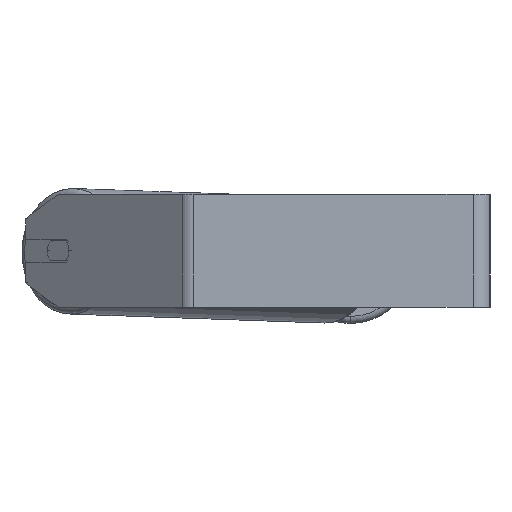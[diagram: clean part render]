
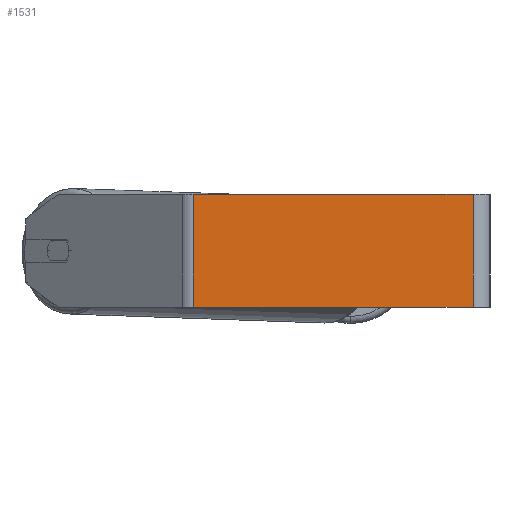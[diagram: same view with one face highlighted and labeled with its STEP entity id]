
A CAD part, left-side view. The second image highlights one B-rep face of the part: STEP entity #1531.
In plain terms, the highlighted planar face has unit normal (-1, 0, 0).
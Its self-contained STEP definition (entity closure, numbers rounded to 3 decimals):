
#275 = FACE_OUTER_BOUND ( 'NONE', #808, .T. ) ;
#808 = EDGE_LOOP ( 'NONE', ( #2829, #4937, #7468, #2069 ) ) ;
#834 = VERTEX_POINT ( 'NONE', #6564 ) ;
#872 = LINE ( 'NONE', #8318, #8028 ) ;
#1531 = ADVANCED_FACE ( 'NONE', ( #275 ), #2936, .F. ) ;
#2069 = ORIENTED_EDGE ( 'NONE', *, *, #8223, .T. ) ;
#2250 = DIRECTION ( 'NONE',  ( 0., 0., -1. ) ) ;
#2346 = CARTESIAN_POINT ( 'NONE',  ( -490., 210.154, -40. ) ) ;
#2367 = VERTEX_POINT ( 'NONE', #7136 ) ;
#2829 = ORIENTED_EDGE ( 'NONE', *, *, #3128, .T. ) ;
#2936 = PLANE ( 'NONE',  #3166 ) ;
#3029 = CARTESIAN_POINT ( 'NONE',  ( -490., 214.522, 40. ) ) ;
#3128 = EDGE_CURVE ( 'NONE', #6669, #834, #8398, .T. ) ;
#3166 = AXIS2_PLACEMENT_3D ( 'NONE', #3677, #3712, #4423 ) ;
#3627 = CARTESIAN_POINT ( 'NONE',  ( -490., 214.522, -40. ) ) ;
#3677 = CARTESIAN_POINT ( 'NONE',  ( -490., 214.522, 40. ) ) ;
#3712 = DIRECTION ( 'NONE',  ( 1., 0., 0. ) ) ;
#3892 = CARTESIAN_POINT ( 'NONE',  ( -490., 12., 40. ) ) ;
#4110 = EDGE_CURVE ( 'NONE', #6570, #834, #7175, .T. ) ;
#4423 = DIRECTION ( 'NONE',  ( 0., 0., -1. ) ) ;
#4665 = EDGE_CURVE ( 'NONE', #2367, #6570, #6250, .T. ) ;
#4937 = ORIENTED_EDGE ( 'NONE', *, *, #4110, .F. ) ;
#5288 = VECTOR ( 'NONE', #6324, 1000. ) ;
#5552 = DIRECTION ( 'NONE',  ( 0., -1., 0. ) ) ;
#5712 = DIRECTION ( 'NONE',  ( 0., 0., -1. ) ) ;
#6250 = LINE ( 'NONE', #3029, #7720 ) ;
#6324 = DIRECTION ( 'NONE',  ( 0., -1., 0. ) ) ;
#6564 = CARTESIAN_POINT ( 'NONE',  ( -490., 12., -40. ) ) ;
#6570 = VERTEX_POINT ( 'NONE', #7379 ) ;
#6669 = VERTEX_POINT ( 'NONE', #2346 ) ;
#6700 = VECTOR ( 'NONE', #5712, 1000. ) ;
#7136 = CARTESIAN_POINT ( 'NONE',  ( -490., 210.154, 40. ) ) ;
#7175 = LINE ( 'NONE', #3892, #6700 ) ;
#7379 = CARTESIAN_POINT ( 'NONE',  ( -490., 12., 40. ) ) ;
#7468 = ORIENTED_EDGE ( 'NONE', *, *, #4665, .F. ) ;
#7720 = VECTOR ( 'NONE', #5552, 1000. ) ;
#8028 = VECTOR ( 'NONE', #2250, 1000. ) ;
#8223 = EDGE_CURVE ( 'NONE', #2367, #6669, #872, .T. ) ;
#8318 = CARTESIAN_POINT ( 'NONE',  ( -490., 210.154, 40. ) ) ;
#8398 = LINE ( 'NONE', #3627, #5288 ) ;
